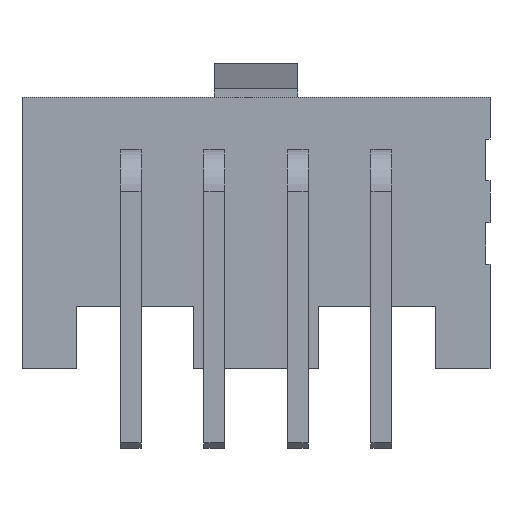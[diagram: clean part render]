
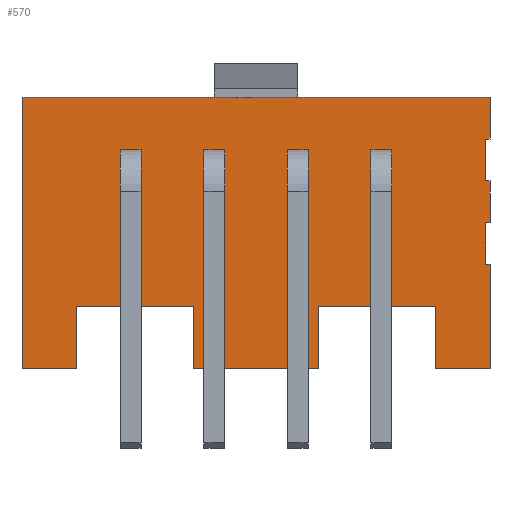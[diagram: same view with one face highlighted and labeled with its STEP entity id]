
A CAD part, front view. The second image highlights one B-rep face of the part: STEP entity #570.
In plain terms, the highlighted planar face has unit normal (0, -1, 0).
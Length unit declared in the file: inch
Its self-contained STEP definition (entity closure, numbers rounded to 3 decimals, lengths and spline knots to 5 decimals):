
#570 = ADVANCED_FACE( '', ( #1289 ), #1290, .F. );
#1289 = FACE_OUTER_BOUND( '', #2167, .T. );
#1290 = PLANE( '', #2168 );
#2167 = EDGE_LOOP( '', ( #3718, #3719, #3720, #3721, #3722, #3723, #3724, #3725, #3726, #3727, #3728, #3729, #3730, #3731, #3732, #3733, #3734, #3735, #3736, #3737 ) );
#2168 = AXIS2_PLACEMENT_3D( '', #3738, #3739, #3740 );
#3718 = ORIENTED_EDGE( '', *, *, #5597, .F. );
#3719 = ORIENTED_EDGE( '', *, *, #5654, .F. );
#3720 = ORIENTED_EDGE( '', *, *, #6109, .F. );
#3721 = ORIENTED_EDGE( '', *, *, #5627, .F. );
#3722 = ORIENTED_EDGE( '', *, *, #6110, .F. );
#3723 = ORIENTED_EDGE( '', *, *, #6111, .F. );
#3724 = ORIENTED_EDGE( '', *, *, #6112, .F. );
#3725 = ORIENTED_EDGE( '', *, *, #5840, .F. );
#3726 = ORIENTED_EDGE( '', *, *, #6053, .F. );
#3727 = ORIENTED_EDGE( '', *, *, #5767, .F. );
#3728 = ORIENTED_EDGE( '', *, *, #5590, .F. );
#3729 = ORIENTED_EDGE( '', *, *, #6113, .F. );
#3730 = ORIENTED_EDGE( '', *, *, #6114, .F. );
#3731 = ORIENTED_EDGE( '', *, *, #6115, .F. );
#3732 = ORIENTED_EDGE( '', *, *, #6116, .F. );
#3733 = ORIENTED_EDGE( '', *, *, #6117, .F. );
#3734 = ORIENTED_EDGE( '', *, *, #5641, .F. );
#3735 = ORIENTED_EDGE( '', *, *, #5609, .F. );
#3736 = ORIENTED_EDGE( '', *, *, #5744, .F. );
#3737 = ORIENTED_EDGE( '', *, *, #6118, .F. );
#3738 = CARTESIAN_POINT( '', ( 0., 0., 0. ) );
#3739 = DIRECTION( '', ( 0., 1., 0. ) );
#3740 = DIRECTION( '', ( 0., 0., 1. ) );
#5590 = EDGE_CURVE( '', #6766, #6767, #6768, .T. );
#5597 = EDGE_CURVE( '', #6778, #6780, #6781, .T. );
#5609 = EDGE_CURVE( '', #6800, #6802, #6803, .T. );
#5627 = EDGE_CURVE( '', #6834, #6836, #6837, .T. );
#5641 = EDGE_CURVE( '', #6802, #6859, #6860, .T. );
#5654 = EDGE_CURVE( '', #6881, #6778, #6883, .T. );
#5744 = EDGE_CURVE( '', #7039, #6800, #7041, .T. );
#5767 = EDGE_CURVE( '', #6767, #7080, #7081, .T. );
#5840 = EDGE_CURVE( '', #7206, #7208, #7209, .T. );
#6053 = EDGE_CURVE( '', #7080, #7206, #7541, .T. );
#6109 = EDGE_CURVE( '', #6836, #6881, #7624, .T. );
#6110 = EDGE_CURVE( '', #7625, #6834, #7626, .T. );
#6111 = EDGE_CURVE( '', #7627, #7625, #7628, .T. );
#6112 = EDGE_CURVE( '', #7208, #7627, #7629, .T. );
#6113 = EDGE_CURVE( '', #7630, #6766, #7631, .T. );
#6114 = EDGE_CURVE( '', #7632, #7630, #7633, .T. );
#6115 = EDGE_CURVE( '', #7634, #7632, #7635, .T. );
#6116 = EDGE_CURVE( '', #7636, #7634, #7637, .T. );
#6117 = EDGE_CURVE( '', #6859, #7636, #7638, .T. );
#6118 = EDGE_CURVE( '', #6780, #7039, #7639, .T. );
#6766 = VERTEX_POINT( '', #8501 );
#6767 = VERTEX_POINT( '', #8502 );
#6768 = LINE( '', #8503, #8504 );
#6778 = VERTEX_POINT( '', #8518 );
#6780 = VERTEX_POINT( '', #8521 );
#6781 = LINE( '', #8522, #8523 );
#6800 = VERTEX_POINT( '', #8550 );
#6802 = VERTEX_POINT( '', #8553 );
#6803 = LINE( '', #8554, #8555 );
#6834 = VERTEX_POINT( '', #8600 );
#6836 = VERTEX_POINT( '', #8603 );
#6837 = LINE( '', #8604, #8605 );
#6859 = VERTEX_POINT( '', #8637 );
#6860 = LINE( '', #8638, #8639 );
#6881 = VERTEX_POINT( '', #8669 );
#6883 = LINE( '', #8672, #8673 );
#7039 = VERTEX_POINT( '', #8900 );
#7041 = LINE( '', #8903, #8904 );
#7080 = VERTEX_POINT( '', #8963 );
#7081 = LINE( '', #8964, #8965 );
#7206 = VERTEX_POINT( '', #9149 );
#7208 = VERTEX_POINT( '', #9152 );
#7209 = LINE( '', #9153, #9154 );
#7541 = LINE( '', #9646, #9647 );
#7624 = LINE( '', #9769, #9770 );
#7625 = VERTEX_POINT( '', #9771 );
#7626 = LINE( '', #9772, #9773 );
#7627 = VERTEX_POINT( '', #9774 );
#7628 = LINE( '', #9775, #9776 );
#7629 = LINE( '', #9777, #9778 );
#7630 = VERTEX_POINT( '', #9779 );
#7631 = LINE( '', #9780, #9781 );
#7632 = VERTEX_POINT( '', #9782 );
#7633 = LINE( '', #9783, #9784 );
#7634 = VERTEX_POINT( '', #9785 );
#7635 = LINE( '', #9786, #9787 );
#7636 = VERTEX_POINT( '', #9788 );
#7637 = LINE( '', #9789, #9790 );
#7638 = LINE( '', #9791, #9792 );
#7639 = LINE( '', #9793, #9794 );
#8501 = CARTESIAN_POINT( '', ( 0.275, 0., -0.0375 ) );
#8502 = CARTESIAN_POINT( '', ( 0.28, 0., -0.0375 ) );
#8503 = CARTESIAN_POINT( '', ( 0.275, 0., -0.0375 ) );
#8504 = VECTOR( '', #10889, 39.37008 );
#8518 = CARTESIAN_POINT( '', ( -0.215, 0., -0.1625 ) );
#8521 = CARTESIAN_POINT( '', ( -0.28, 0., -0.1625 ) );
#8522 = CARTESIAN_POINT( '', ( -0.215, 0., -0.1625 ) );
#8523 = VECTOR( '', #10895, 39.37008 );
#8550 = CARTESIAN_POINT( '', ( 0.28, 0., 0.1625 ) );
#8553 = CARTESIAN_POINT( '', ( 0.28, 0., 0.1125 ) );
#8554 = CARTESIAN_POINT( '', ( 0.28, 0., 0.1625 ) );
#8555 = VECTOR( '', #10905, 39.37008 );
#8600 = CARTESIAN_POINT( '', ( -0.075, 0., -0.1625 ) );
#8603 = CARTESIAN_POINT( '', ( -0.075, 0., -0.0875 ) );
#8604 = CARTESIAN_POINT( '', ( -0.075, 0., -0.1625 ) );
#8605 = VECTOR( '', #10921, 39.37008 );
#8637 = CARTESIAN_POINT( '', ( 0.275, 0., 0.1125 ) );
#8638 = CARTESIAN_POINT( '', ( 0.28, 0., 0.1125 ) );
#8639 = VECTOR( '', #10932, 39.37008 );
#8669 = CARTESIAN_POINT( '', ( -0.215, 0., -0.0875 ) );
#8672 = CARTESIAN_POINT( '', ( -0.215, 0., -0.0875 ) );
#8673 = VECTOR( '', #10943, 39.37008 );
#8900 = CARTESIAN_POINT( '', ( -0.28, 0., 0.1625 ) );
#8903 = CARTESIAN_POINT( '', ( -0.28, 0., 0.1625 ) );
#8904 = VECTOR( '', #11022, 39.37008 );
#8963 = CARTESIAN_POINT( '', ( 0.28, 0., -0.1625 ) );
#8964 = CARTESIAN_POINT( '', ( 0.28, 0., -0.0375 ) );
#8965 = VECTOR( '', #11043, 39.37008 );
#9149 = CARTESIAN_POINT( '', ( 0.215, 0., -0.1625 ) );
#9152 = CARTESIAN_POINT( '', ( 0.215, 0., -0.0875 ) );
#9153 = CARTESIAN_POINT( '', ( 0.215, 0., -0.1625 ) );
#9154 = VECTOR( '', #11104, 39.37008 );
#9646 = CARTESIAN_POINT( '', ( 0.28, 0., -0.1625 ) );
#9647 = VECTOR( '', #11283, 39.37008 );
#9769 = CARTESIAN_POINT( '', ( -0.075, 0., -0.0875 ) );
#9770 = VECTOR( '', #11329, 39.37008 );
#9771 = CARTESIAN_POINT( '', ( 0.075, 0., -0.1625 ) );
#9772 = CARTESIAN_POINT( '', ( 0.075, 0., -0.1625 ) );
#9773 = VECTOR( '', #11330, 39.37008 );
#9774 = CARTESIAN_POINT( '', ( 0.075, 0., -0.0875 ) );
#9775 = CARTESIAN_POINT( '', ( 0.075, 0., -0.0875 ) );
#9776 = VECTOR( '', #11331, 39.37008 );
#9777 = CARTESIAN_POINT( '', ( 0.215, 0., -0.0875 ) );
#9778 = VECTOR( '', #11332, 39.37008 );
#9779 = CARTESIAN_POINT( '', ( 0.275, 0., 0.0125 ) );
#9780 = CARTESIAN_POINT( '', ( 0.275, 0., 0.0125 ) );
#9781 = VECTOR( '', #11333, 39.37008 );
#9782 = CARTESIAN_POINT( '', ( 0.28, 0., 0.0125 ) );
#9783 = CARTESIAN_POINT( '', ( 0.28, 0., 0.0125 ) );
#9784 = VECTOR( '', #11334, 39.37008 );
#9785 = CARTESIAN_POINT( '', ( 0.28, 0., 0.0625 ) );
#9786 = CARTESIAN_POINT( '', ( 0.28, 0., 0.0625 ) );
#9787 = VECTOR( '', #11335, 39.37008 );
#9788 = CARTESIAN_POINT( '', ( 0.275, 0., 0.0625 ) );
#9789 = CARTESIAN_POINT( '', ( 0.275, 0., 0.0625 ) );
#9790 = VECTOR( '', #11336, 39.37008 );
#9791 = CARTESIAN_POINT( '', ( 0.275, 0., 0.1125 ) );
#9792 = VECTOR( '', #11337, 39.37008 );
#9793 = CARTESIAN_POINT( '', ( -0.28, 0., -0.1625 ) );
#9794 = VECTOR( '', #11338, 39.37008 );
#10889 = DIRECTION( '', ( 1., 0., 0. ) );
#10895 = DIRECTION( '', ( -1., 0., 0. ) );
#10905 = DIRECTION( '', ( 0., 0., -1. ) );
#10921 = DIRECTION( '', ( 0., 0., 1. ) );
#10932 = DIRECTION( '', ( -1., 0., 0. ) );
#10943 = DIRECTION( '', ( 0., 0., -1. ) );
#11022 = DIRECTION( '', ( 1., 0., 0. ) );
#11043 = DIRECTION( '', ( 0., 0., -1. ) );
#11104 = DIRECTION( '', ( 0., 0., 1. ) );
#11283 = DIRECTION( '', ( -1., 0., 0. ) );
#11329 = DIRECTION( '', ( -1., 0., 0. ) );
#11330 = DIRECTION( '', ( -1., 0., 0. ) );
#11331 = DIRECTION( '', ( 0., 0., -1. ) );
#11332 = DIRECTION( '', ( -1., 0., 0. ) );
#11333 = DIRECTION( '', ( 0., 0., -1. ) );
#11334 = DIRECTION( '', ( -1., 0., 0. ) );
#11335 = DIRECTION( '', ( 0., 0., -1. ) );
#11336 = DIRECTION( '', ( 1., 0., 0. ) );
#11337 = DIRECTION( '', ( 0., 0., -1. ) );
#11338 = DIRECTION( '', ( 0., 0., 1. ) );
